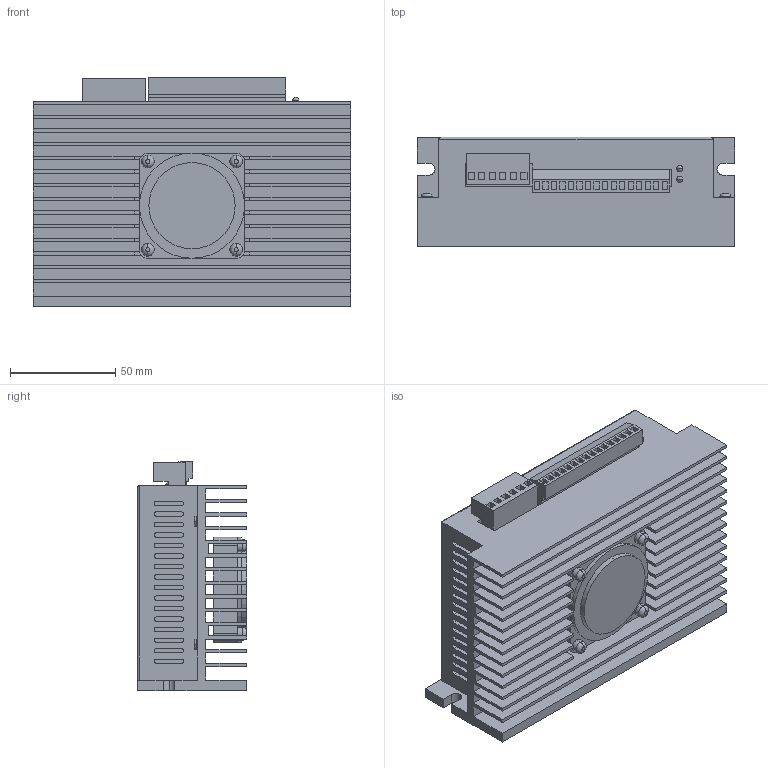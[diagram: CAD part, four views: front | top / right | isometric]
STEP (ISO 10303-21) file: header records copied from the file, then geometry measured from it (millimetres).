
FILE_DESCRIPTION (( 'STEP AP203' ), '1' );
FILE_NAME ('T86.STEP', '2023-10-18T06:42:25', ( '' ), ( '' ), 'SwSTEP 2.0', 'SolidWorks 2020', '' );
FILE_SCHEMA (( 'CONFIG_CONTROL_DESIGN' ));
Length unit declared in the file: millimetre
Products named in the file (1): T86
Bounding box: 151 x 52 x 109 mm (x, y, z)
Volume: 535787.4 mm3; surface area: 137000.8 mm2
Topology: 1 solids, 1 shells, 601 faces, 1509 edges, 984 vertices
Faces by surface type: plane 453, cylinder 128, torus 16, sphere 4
Entity records: 17842 total; most frequent: CARTESIAN_POINT 3089, ORIENTED_EDGE 3002, DIRECTION 3001, EDGE_CURVE 1501, VECTOR 1201, LINE 1201, VERTEX_POINT 980, AXIS2_PLACEMENT_3D 900
